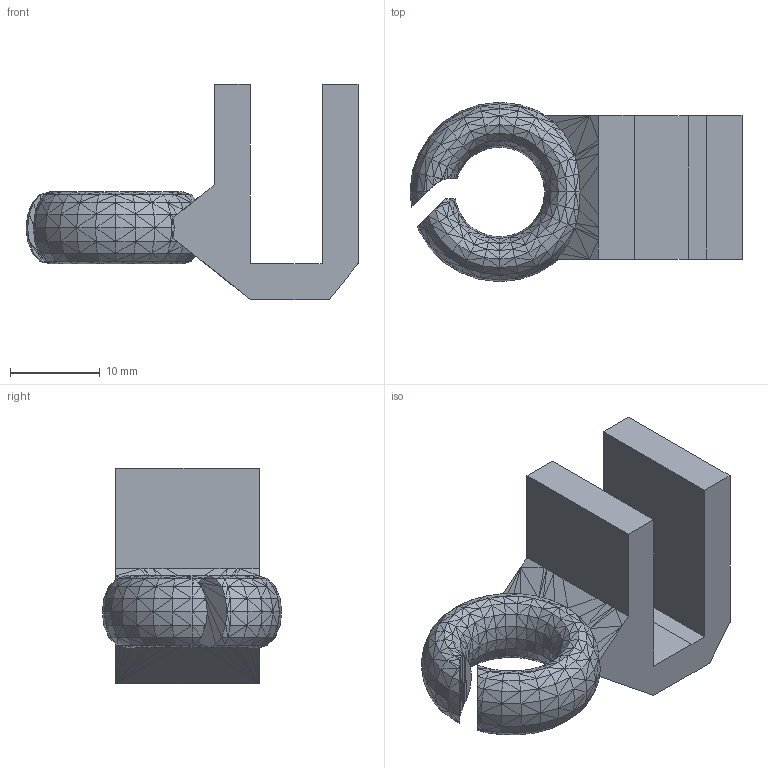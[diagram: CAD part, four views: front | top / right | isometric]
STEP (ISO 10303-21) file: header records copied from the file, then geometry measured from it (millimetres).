
FILE_DESCRIPTION(('FreeCAD Model'),'2;1');
FILE_NAME('anet_a8_filament_holder v1.step','2017-01-16T18:10:27',('Author'),(''), 'Open CASCADE STEP processor 6.8','FreeCAD','Unknown');
FILE_SCHEMA(('AUTOMOTIVE_DESIGN_CC2 { 1 2 10303 214 -1 1 5 4 }'));
Length unit declared in the file: millimetre
Products named in the file (2): ASSEMBLY; Solid
Assembly tree (1 placements, depth 2):
  ASSEMBLY
    Solid
Bounding box: 37 x 20 x 24 mm (x, y, z)
Volume: 5026 mm3; surface area: 3198.8 mm2
Topology: 1 solids, 1 shells, 962 faces, 1495 edges, 535 vertices
Faces by surface type: plane 962
Entity records: 37333 total; most frequent: CARTESIAN_POINT 7364, DIRECTION 5033, LINE 3105, VECTOR 3105, ORIENTED_EDGE 2990, PCURVE 2990, DEFINITIONAL_REPRESENTATION 2990, EDGE_CURVE 1495
